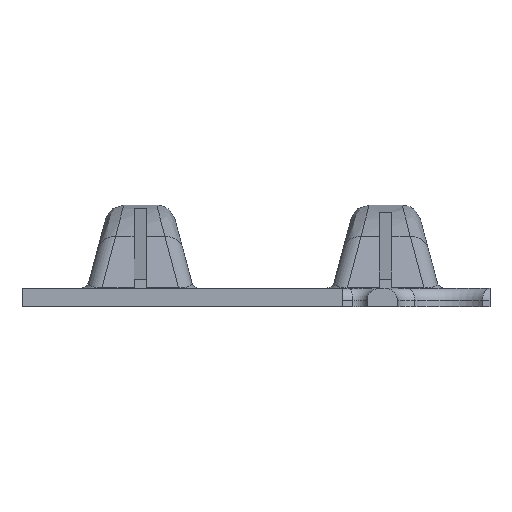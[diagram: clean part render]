
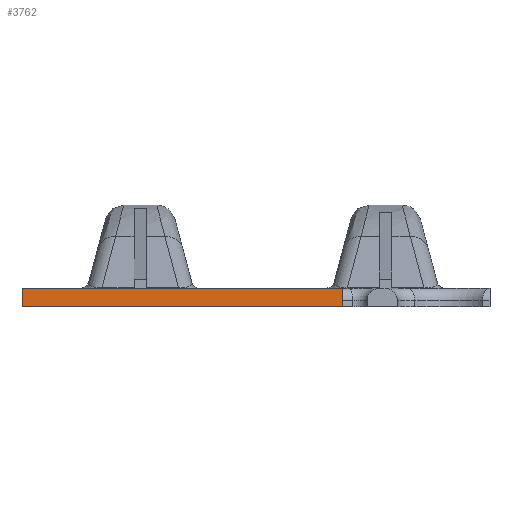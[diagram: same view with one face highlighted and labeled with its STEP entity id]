
A CAD part, front view. The second image highlights one B-rep face of the part: STEP entity #3762.
In plain terms, the highlighted planar face has unit normal (0, -1, 0).
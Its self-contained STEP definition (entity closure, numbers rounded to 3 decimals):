
#509=FACE_OUTER_BOUND('',#751,.T.);
#751=EDGE_LOOP('',(#3465,#3466,#3467,#3468));
#851=LINE('',#5177,#1158);
#982=LINE('',#5721,#1289);
#1134=LINE('',#7054,#1441);
#1138=LINE('',#7063,#1445);
#1158=VECTOR('',#4167,10.);
#1289=VECTOR('',#4420,10.);
#1441=VECTOR('',#5102,10.);
#1445=VECTOR('',#5116,10.);
#1466=VERTEX_POINT('',#5174);
#1467=VERTEX_POINT('',#5176);
#1606=VERTEX_POINT('',#5718);
#1607=VERTEX_POINT('',#5720);
#1838=EDGE_CURVE('',#1466,#1467,#851,.T.);
#2018=EDGE_CURVE('',#1607,#1606,#982,.T.);
#2363=EDGE_CURVE('',#1606,#1467,#1134,.T.);
#2367=EDGE_CURVE('',#1607,#1466,#1138,.T.);
#3465=ORIENTED_EDGE('',*,*,#2363,.T.);
#3466=ORIENTED_EDGE('',*,*,#1838,.F.);
#3467=ORIENTED_EDGE('',*,*,#2367,.F.);
#3468=ORIENTED_EDGE('',*,*,#2018,.T.);
#3573=PLANE('',#4128);
#3762=ADVANCED_FACE('',(#509),#3573,.T.);
#4128=AXIS2_PLACEMENT_3D('',#7070,#5126,#5127);
#4167=DIRECTION('',(1.,0.,0.));
#4420=DIRECTION('',(1.,0.,0.));
#5102=DIRECTION('',(0.,0.,1.));
#5116=DIRECTION('',(0.,0.,1.));
#5126=DIRECTION('center_axis',(0.,-1.,0.));
#5127=DIRECTION('ref_axis',(1.,0.,0.));
#5174=CARTESIAN_POINT('',(-33.9,17.3,3.));
#5176=CARTESIAN_POINT('',(18.,17.3,3.));
#5177=CARTESIAN_POINT('',(-33.9,17.3,3.));
#5718=CARTESIAN_POINT('',(18.,17.3,0.));
#5720=CARTESIAN_POINT('',(-33.9,17.3,0.));
#5721=CARTESIAN_POINT('',(-33.9,17.3,0.));
#7054=CARTESIAN_POINT('',(18.,17.3,1.5));
#7063=CARTESIAN_POINT('',(-33.9,17.3,0.));
#7070=CARTESIAN_POINT('Origin',(37.726,17.3,0.));
